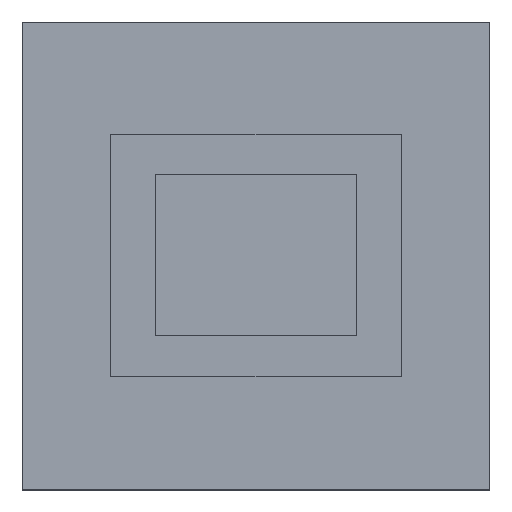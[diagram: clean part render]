
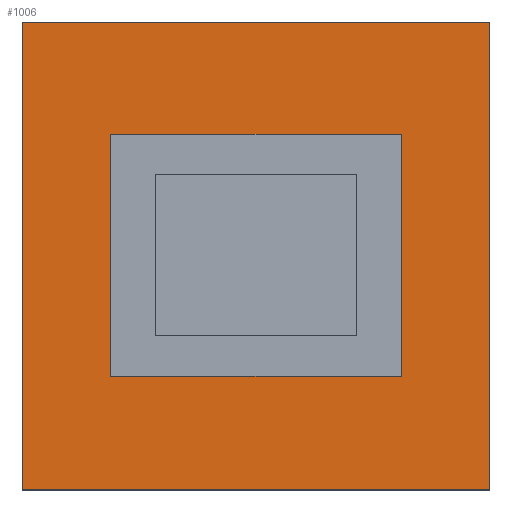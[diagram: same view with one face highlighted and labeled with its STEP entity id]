
A CAD part, top view. The second image highlights one B-rep face of the part: STEP entity #1006.
In plain terms, the highlighted planar face has unit normal (0, 0, 1).
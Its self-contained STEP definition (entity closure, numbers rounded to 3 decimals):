
#35 = VERTEX_POINT('',#36);
#36 = CARTESIAN_POINT('',(-2.9,2.9,5.1));
#43 = PLANE('',#44);
#44 = AXIS2_PLACEMENT_3D('',#45,#46,#47);
#45 = CARTESIAN_POINT('',(-2.9,2.9,0.));
#46 = DIRECTION('',(0.,1.,0.));
#47 = DIRECTION('',(1.,0.,0.));
#55 = PLANE('',#56);
#56 = AXIS2_PLACEMENT_3D('',#57,#58,#59);
#57 = CARTESIAN_POINT('',(-2.9,-2.9,0.));
#58 = DIRECTION('',(-1.,0.,0.));
#59 = DIRECTION('',(0.,1.,0.));
#67 = EDGE_CURVE('',#35,#68,#70,.T.);
#68 = VERTEX_POINT('',#69);
#69 = CARTESIAN_POINT('',(2.9,2.9,5.1));
#70 = SURFACE_CURVE('',#71,(#75,#82),.PCURVE_S1.);
#71 = LINE('',#72,#73);
#72 = CARTESIAN_POINT('',(-2.9,2.9,5.1));
#73 = VECTOR('',#74,1.);
#74 = DIRECTION('',(1.,0.,0.));
#75 = PCURVE('',#43,#76);
#76 = DEFINITIONAL_REPRESENTATION('',(#77),#81);
#77 = LINE('',#78,#79);
#78 = CARTESIAN_POINT('',(0.,-5.1));
#79 = VECTOR('',#80,1.);
#80 = DIRECTION('',(1.,0.));
#81 = ( GEOMETRIC_REPRESENTATION_CONTEXT(2) 
PARAMETRIC_REPRESENTATION_CONTEXT() REPRESENTATION_CONTEXT('2D SPACE',''
  ) );
#82 = PCURVE('',#83,#88);
#83 = PLANE('',#84);
#84 = AXIS2_PLACEMENT_3D('',#85,#86,#87);
#85 = CARTESIAN_POINT('',(-2.9,2.9,5.1));
#86 = DIRECTION('',(0.,0.,1.));
#87 = DIRECTION('',(1.,0.,0.));
#88 = DEFINITIONAL_REPRESENTATION('',(#89),#93);
#89 = LINE('',#90,#91);
#90 = CARTESIAN_POINT('',(0.,0.));
#91 = VECTOR('',#92,1.);
#92 = DIRECTION('',(1.,0.));
#93 = ( GEOMETRIC_REPRESENTATION_CONTEXT(2) 
PARAMETRIC_REPRESENTATION_CONTEXT() REPRESENTATION_CONTEXT('2D SPACE',''
  ) );
#111 = PLANE('',#112);
#112 = AXIS2_PLACEMENT_3D('',#113,#114,#115);
#113 = CARTESIAN_POINT('',(2.9,2.9,0.));
#114 = DIRECTION('',(1.,0.,0.));
#115 = DIRECTION('',(0.,-1.,0.));
#155 = VERTEX_POINT('',#156);
#156 = CARTESIAN_POINT('',(-2.9,-2.9,5.1));
#170 = PLANE('',#171);
#171 = AXIS2_PLACEMENT_3D('',#172,#173,#174);
#172 = CARTESIAN_POINT('',(2.9,-2.9,0.));
#173 = DIRECTION('',(0.,-1.,0.));
#174 = DIRECTION('',(-1.,0.,0.));
#182 = EDGE_CURVE('',#155,#35,#183,.T.);
#183 = SURFACE_CURVE('',#184,(#188,#195),.PCURVE_S1.);
#184 = LINE('',#185,#186);
#185 = CARTESIAN_POINT('',(-2.9,-2.9,5.1));
#186 = VECTOR('',#187,1.);
#187 = DIRECTION('',(0.,1.,0.));
#188 = PCURVE('',#55,#189);
#189 = DEFINITIONAL_REPRESENTATION('',(#190),#194);
#190 = LINE('',#191,#192);
#191 = CARTESIAN_POINT('',(0.,-5.1));
#192 = VECTOR('',#193,1.);
#193 = DIRECTION('',(1.,0.));
#194 = ( GEOMETRIC_REPRESENTATION_CONTEXT(2) 
PARAMETRIC_REPRESENTATION_CONTEXT() REPRESENTATION_CONTEXT('2D SPACE',''
  ) );
#195 = PCURVE('',#83,#196);
#196 = DEFINITIONAL_REPRESENTATION('',(#197),#201);
#197 = LINE('',#198,#199);
#198 = CARTESIAN_POINT('',(0.,-5.8));
#199 = VECTOR('',#200,1.);
#200 = DIRECTION('',(0.,1.));
#201 = ( GEOMETRIC_REPRESENTATION_CONTEXT(2) 
PARAMETRIC_REPRESENTATION_CONTEXT() REPRESENTATION_CONTEXT('2D SPACE',''
  ) );
#229 = EDGE_CURVE('',#68,#230,#232,.T.);
#230 = VERTEX_POINT('',#231);
#231 = CARTESIAN_POINT('',(2.9,-2.9,5.1));
#232 = SURFACE_CURVE('',#233,(#237,#244),.PCURVE_S1.);
#233 = LINE('',#234,#235);
#234 = CARTESIAN_POINT('',(2.9,2.9,5.1));
#235 = VECTOR('',#236,1.);
#236 = DIRECTION('',(0.,-1.,0.));
#237 = PCURVE('',#111,#238);
#238 = DEFINITIONAL_REPRESENTATION('',(#239),#243);
#239 = LINE('',#240,#241);
#240 = CARTESIAN_POINT('',(0.,-5.1));
#241 = VECTOR('',#242,1.);
#242 = DIRECTION('',(1.,0.));
#243 = ( GEOMETRIC_REPRESENTATION_CONTEXT(2) 
PARAMETRIC_REPRESENTATION_CONTEXT() REPRESENTATION_CONTEXT('2D SPACE',''
  ) );
#244 = PCURVE('',#83,#245);
#245 = DEFINITIONAL_REPRESENTATION('',(#246),#250);
#246 = LINE('',#247,#248);
#247 = CARTESIAN_POINT('',(5.8,0.));
#248 = VECTOR('',#249,1.);
#249 = DIRECTION('',(0.,-1.));
#250 = ( GEOMETRIC_REPRESENTATION_CONTEXT(2) 
PARAMETRIC_REPRESENTATION_CONTEXT() REPRESENTATION_CONTEXT('2D SPACE',''
  ) );
#1006 = ADVANCED_FACE('',(#1007,#1033),#83,.T.);
#1007 = FACE_BOUND('',#1008,.T.);
#1008 = EDGE_LOOP('',(#1009,#1010,#1011,#1032));
#1009 = ORIENTED_EDGE('',*,*,#67,.F.);
#1010 = ORIENTED_EDGE('',*,*,#182,.F.);
#1011 = ORIENTED_EDGE('',*,*,#1012,.F.);
#1012 = EDGE_CURVE('',#230,#155,#1013,.T.);
#1013 = SURFACE_CURVE('',#1014,(#1018,#1025),.PCURVE_S1.);
#1014 = LINE('',#1015,#1016);
#1015 = CARTESIAN_POINT('',(2.9,-2.9,5.1));
#1016 = VECTOR('',#1017,1.);
#1017 = DIRECTION('',(-1.,0.,0.));
#1018 = PCURVE('',#83,#1019);
#1019 = DEFINITIONAL_REPRESENTATION('',(#1020),#1024);
#1020 = LINE('',#1021,#1022);
#1021 = CARTESIAN_POINT('',(5.8,-5.8));
#1022 = VECTOR('',#1023,1.);
#1023 = DIRECTION('',(-1.,0.));
#1024 = ( GEOMETRIC_REPRESENTATION_CONTEXT(2) 
PARAMETRIC_REPRESENTATION_CONTEXT() REPRESENTATION_CONTEXT('2D SPACE',''
  ) );
#1025 = PCURVE('',#170,#1026);
#1026 = DEFINITIONAL_REPRESENTATION('',(#1027),#1031);
#1027 = LINE('',#1028,#1029);
#1028 = CARTESIAN_POINT('',(0.,-5.1));
#1029 = VECTOR('',#1030,1.);
#1030 = DIRECTION('',(1.,0.));
#1031 = ( GEOMETRIC_REPRESENTATION_CONTEXT(2) 
PARAMETRIC_REPRESENTATION_CONTEXT() REPRESENTATION_CONTEXT('2D SPACE',''
  ) );
#1032 = ORIENTED_EDGE('',*,*,#229,.F.);
#1033 = FACE_BOUND('',#1034,.T.);
#1034 = EDGE_LOOP('',(#1035,#1065,#1093,#1121));
#1035 = ORIENTED_EDGE('',*,*,#1036,.T.);
#1036 = EDGE_CURVE('',#1037,#1039,#1041,.T.);
#1037 = VERTEX_POINT('',#1038);
#1038 = CARTESIAN_POINT('',(1.8,1.5,5.1));
#1039 = VERTEX_POINT('',#1040);
#1040 = CARTESIAN_POINT('',(1.8,-1.5,5.1));
#1041 = SURFACE_CURVE('',#1042,(#1046,#1053),.PCURVE_S1.);
#1042 = LINE('',#1043,#1044);
#1043 = CARTESIAN_POINT('',(1.8,1.5,5.1));
#1044 = VECTOR('',#1045,1.);
#1045 = DIRECTION('',(0.,-1.,0.));
#1046 = PCURVE('',#83,#1047);
#1047 = DEFINITIONAL_REPRESENTATION('',(#1048),#1052);
#1048 = LINE('',#1049,#1050);
#1049 = CARTESIAN_POINT('',(4.7,-1.4));
#1050 = VECTOR('',#1051,1.);
#1051 = DIRECTION('',(0.,-1.));
#1052 = ( GEOMETRIC_REPRESENTATION_CONTEXT(2) 
PARAMETRIC_REPRESENTATION_CONTEXT() REPRESENTATION_CONTEXT('2D SPACE',''
  ) );
#1053 = PCURVE('',#1054,#1059);
#1054 = PLANE('',#1055);
#1055 = AXIS2_PLACEMENT_3D('',#1056,#1057,#1058);
#1056 = CARTESIAN_POINT('',(1.8,1.5,5.1));
#1057 = DIRECTION('',(1.,0.,0.));
#1058 = DIRECTION('',(0.,-1.,0.));
#1059 = DEFINITIONAL_REPRESENTATION('',(#1060),#1064);
#1060 = LINE('',#1061,#1062);
#1061 = CARTESIAN_POINT('',(0.,0.));
#1062 = VECTOR('',#1063,1.);
#1063 = DIRECTION('',(1.,0.));
#1064 = ( GEOMETRIC_REPRESENTATION_CONTEXT(2) 
PARAMETRIC_REPRESENTATION_CONTEXT() REPRESENTATION_CONTEXT('2D SPACE',''
  ) );
#1065 = ORIENTED_EDGE('',*,*,#1066,.T.);
#1066 = EDGE_CURVE('',#1039,#1067,#1069,.T.);
#1067 = VERTEX_POINT('',#1068);
#1068 = CARTESIAN_POINT('',(-1.8,-1.5,5.1));
#1069 = SURFACE_CURVE('',#1070,(#1074,#1081),.PCURVE_S1.);
#1070 = LINE('',#1071,#1072);
#1071 = CARTESIAN_POINT('',(1.8,-1.5,5.1));
#1072 = VECTOR('',#1073,1.);
#1073 = DIRECTION('',(-1.,0.,0.));
#1074 = PCURVE('',#83,#1075);
#1075 = DEFINITIONAL_REPRESENTATION('',(#1076),#1080);
#1076 = LINE('',#1077,#1078);
#1077 = CARTESIAN_POINT('',(4.7,-4.4));
#1078 = VECTOR('',#1079,1.);
#1079 = DIRECTION('',(-1.,0.));
#1080 = ( GEOMETRIC_REPRESENTATION_CONTEXT(2) 
PARAMETRIC_REPRESENTATION_CONTEXT() REPRESENTATION_CONTEXT('2D SPACE',''
  ) );
#1081 = PCURVE('',#1082,#1087);
#1082 = PLANE('',#1083);
#1083 = AXIS2_PLACEMENT_3D('',#1084,#1085,#1086);
#1084 = CARTESIAN_POINT('',(1.8,-1.5,5.1));
#1085 = DIRECTION('',(0.,-1.,0.));
#1086 = DIRECTION('',(-1.,0.,0.));
#1087 = DEFINITIONAL_REPRESENTATION('',(#1088),#1092);
#1088 = LINE('',#1089,#1090);
#1089 = CARTESIAN_POINT('',(0.,0.));
#1090 = VECTOR('',#1091,1.);
#1091 = DIRECTION('',(1.,0.));
#1092 = ( GEOMETRIC_REPRESENTATION_CONTEXT(2) 
PARAMETRIC_REPRESENTATION_CONTEXT() REPRESENTATION_CONTEXT('2D SPACE',''
  ) );
#1093 = ORIENTED_EDGE('',*,*,#1094,.T.);
#1094 = EDGE_CURVE('',#1067,#1095,#1097,.T.);
#1095 = VERTEX_POINT('',#1096);
#1096 = CARTESIAN_POINT('',(-1.8,1.5,5.1));
#1097 = SURFACE_CURVE('',#1098,(#1102,#1109),.PCURVE_S1.);
#1098 = LINE('',#1099,#1100);
#1099 = CARTESIAN_POINT('',(-1.8,-1.5,5.1));
#1100 = VECTOR('',#1101,1.);
#1101 = DIRECTION('',(0.,1.,0.));
#1102 = PCURVE('',#83,#1103);
#1103 = DEFINITIONAL_REPRESENTATION('',(#1104),#1108);
#1104 = LINE('',#1105,#1106);
#1105 = CARTESIAN_POINT('',(1.1,-4.4));
#1106 = VECTOR('',#1107,1.);
#1107 = DIRECTION('',(0.,1.));
#1108 = ( GEOMETRIC_REPRESENTATION_CONTEXT(2) 
PARAMETRIC_REPRESENTATION_CONTEXT() REPRESENTATION_CONTEXT('2D SPACE',''
  ) );
#1109 = PCURVE('',#1110,#1115);
#1110 = PLANE('',#1111);
#1111 = AXIS2_PLACEMENT_3D('',#1112,#1113,#1114);
#1112 = CARTESIAN_POINT('',(-1.8,-1.5,5.1));
#1113 = DIRECTION('',(-1.,0.,0.));
#1114 = DIRECTION('',(0.,1.,0.));
#1115 = DEFINITIONAL_REPRESENTATION('',(#1116),#1120);
#1116 = LINE('',#1117,#1118);
#1117 = CARTESIAN_POINT('',(0.,0.));
#1118 = VECTOR('',#1119,1.);
#1119 = DIRECTION('',(1.,0.));
#1120 = ( GEOMETRIC_REPRESENTATION_CONTEXT(2) 
PARAMETRIC_REPRESENTATION_CONTEXT() REPRESENTATION_CONTEXT('2D SPACE',''
  ) );
#1121 = ORIENTED_EDGE('',*,*,#1122,.T.);
#1122 = EDGE_CURVE('',#1095,#1037,#1123,.T.);
#1123 = SURFACE_CURVE('',#1124,(#1128,#1135),.PCURVE_S1.);
#1124 = LINE('',#1125,#1126);
#1125 = CARTESIAN_POINT('',(-1.8,1.5,5.1));
#1126 = VECTOR('',#1127,1.);
#1127 = DIRECTION('',(1.,0.,0.));
#1128 = PCURVE('',#83,#1129);
#1129 = DEFINITIONAL_REPRESENTATION('',(#1130),#1134);
#1130 = LINE('',#1131,#1132);
#1131 = CARTESIAN_POINT('',(1.1,-1.4));
#1132 = VECTOR('',#1133,1.);
#1133 = DIRECTION('',(1.,0.));
#1134 = ( GEOMETRIC_REPRESENTATION_CONTEXT(2) 
PARAMETRIC_REPRESENTATION_CONTEXT() REPRESENTATION_CONTEXT('2D SPACE',''
  ) );
#1135 = PCURVE('',#1136,#1141);
#1136 = PLANE('',#1137);
#1137 = AXIS2_PLACEMENT_3D('',#1138,#1139,#1140);
#1138 = CARTESIAN_POINT('',(-1.8,1.5,5.1));
#1139 = DIRECTION('',(0.,1.,0.));
#1140 = DIRECTION('',(1.,0.,0.));
#1141 = DEFINITIONAL_REPRESENTATION('',(#1142),#1146);
#1142 = LINE('',#1143,#1144);
#1143 = CARTESIAN_POINT('',(0.,0.));
#1144 = VECTOR('',#1145,1.);
#1145 = DIRECTION('',(1.,0.));
#1146 = ( GEOMETRIC_REPRESENTATION_CONTEXT(2) 
PARAMETRIC_REPRESENTATION_CONTEXT() REPRESENTATION_CONTEXT('2D SPACE',''
  ) );
